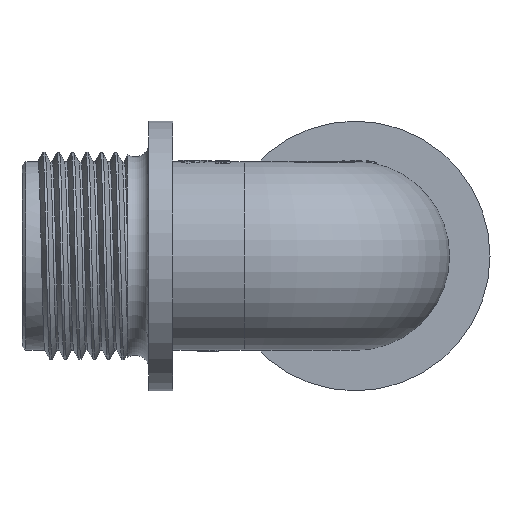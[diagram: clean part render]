
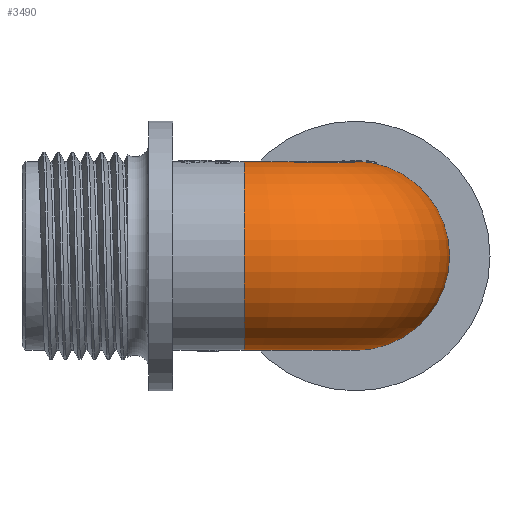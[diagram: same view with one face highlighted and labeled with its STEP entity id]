
A CAD part, front view. The second image highlights one B-rep face of the part: STEP entity #3490.
In plain terms, the highlighted toroidal (fillet/blend) face has major radius 14 mm and minor radius 11.9 mm.
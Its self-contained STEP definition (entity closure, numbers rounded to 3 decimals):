
#3477=TOROIDAL_SURFACE('',#11466,14.,11.9);
#3490=ADVANCED_FACE('',(#4480,#4481,#4482),#3477,.T.);
#4480=FACE_BOUND('',#4552,.T.);
#4481=FACE_BOUND('',#4553,.T.);
#4482=FACE_BOUND('',#4554,.T.);
#4552=EDGE_LOOP('',(#6412,#6413,#6414,#6415,#6416,#6417,#6418,#6419));
#4553=EDGE_LOOP('',(#6420));
#4554=EDGE_LOOP('',(#6421));
#5054=CIRCLE('',#11406,11.9);
#5067=CIRCLE('',#11462,11.9);
#5068=CIRCLE('',#11463,16.025);
#5069=CIRCLE('',#11464,11.592);
#5070=CIRCLE('',#11465,11.9);
#6412=ORIENTED_EDGE('',*,*,#9915,.F.);
#6413=ORIENTED_EDGE('',*,*,#9916,.T.);
#6414=ORIENTED_EDGE('',*,*,#9917,.F.);
#6415=ORIENTED_EDGE('',*,*,#9918,.T.);
#6416=ORIENTED_EDGE('',*,*,#9919,.F.);
#6417=ORIENTED_EDGE('',*,*,#9920,.T.);
#6418=ORIENTED_EDGE('',*,*,#9921,.F.);
#6419=ORIENTED_EDGE('',*,*,#9922,.T.);
#6420=ORIENTED_EDGE('',*,*,#9843,.T.);
#6421=ORIENTED_EDGE('',*,*,#9923,.F.);
#8950=VERTEX_POINT('',#15191);
#9022=VERTEX_POINT('',#15443);
#9023=VERTEX_POINT('',#15444);
#9024=VERTEX_POINT('',#15446);
#9025=VERTEX_POINT('',#15463);
#9026=VERTEX_POINT('',#15465);
#9027=VERTEX_POINT('',#15482);
#9028=VERTEX_POINT('',#15487);
#9029=VERTEX_POINT('',#15504);
#9030=VERTEX_POINT('',#15507);
#9843=EDGE_CURVE('',#8950,#8950,#5054,.T.);
#9915=EDGE_CURVE('',#9022,#9023,#10951,.T.);
#9916=EDGE_CURVE('',#9022,#9024,#5067,.T.);
#9917=EDGE_CURVE('',#9025,#9024,#10952,.T.);
#9918=EDGE_CURVE('',#9025,#9026,#5068,.T.);
#9919=EDGE_CURVE('',#9027,#9026,#10953,.T.);
#9920=EDGE_CURVE('',#9027,#9028,#10954,.T.);
#9921=EDGE_CURVE('',#9029,#9028,#10955,.T.);
#9922=EDGE_CURVE('',#9029,#9023,#5069,.T.);
#9923=EDGE_CURVE('',#9030,#9030,#5070,.T.);
#10951=B_SPLINE_CURVE_WITH_KNOTS('',3,(#15427,#15428,#15429,#15430,#15431,
#15432,#15433,#15434,#15435,#15436,#15437,#15438,#15439,#15440,#15441,#15442),
 .UNSPECIFIED.,.F.,.F.,(4,3,3,3,3,4),(0.,0.23,0.461,
0.692,0.921,1.),.UNSPECIFIED.);
#10952=B_SPLINE_CURVE_WITH_KNOTS('',3,(#15447,#15448,#15449,#15450,#15451,
#15452,#15453,#15454,#15455,#15456,#15457,#15458,#15459,#15460,#15461,#15462),
 .UNSPECIFIED.,.F.,.F.,(4,3,3,3,3,4),(0.,0.202,0.404,
0.607,0.813,1.),.UNSPECIFIED.);
#10953=B_SPLINE_CURVE_WITH_KNOTS('',3,(#15466,#15467,#15468,#15469,#15470,
#15471,#15472,#15473,#15474,#15475,#15476,#15477,#15478,#15479,#15480,#15481),
 .UNSPECIFIED.,.F.,.F.,(4,3,3,3,3,4),(0.,0.229,0.458,
0.687,0.915,1.),.UNSPECIFIED.);
#10954=B_SPLINE_CURVE_WITH_KNOTS('',3,(#15483,#15484,#15485,#15486),
 .UNSPECIFIED.,.F.,.F.,(4,4),(0.,1.),.UNSPECIFIED.);
#10955=B_SPLINE_CURVE_WITH_KNOTS('',3,(#15488,#15489,#15490,#15491,#15492,
#15493,#15494,#15495,#15496,#15497,#15498,#15499,#15500,#15501,#15502,#15503),
 .UNSPECIFIED.,.F.,.F.,(4,3,3,3,3,4),(0.,0.197,0.395,
0.595,0.798,1.),.UNSPECIFIED.);
#11406=AXIS2_PLACEMENT_3D('',#15190,#12582,#12583);
#11462=AXIS2_PLACEMENT_3D('',#15445,#12701,#12702);
#11463=AXIS2_PLACEMENT_3D('',#15464,#12703,#12704);
#11464=AXIS2_PLACEMENT_3D('',#15505,#12705,#12706);
#11465=AXIS2_PLACEMENT_3D('',#15506,#12707,#12708);
#11466=AXIS2_PLACEMENT_3D('',#15508,#12709,#12710);
#12582=DIRECTION('',(1.,0.,0.));
#12583=DIRECTION('',(0.,0.,1.));
#12701=DIRECTION('',(0.443,0.896,0.));
#12702=DIRECTION('',(0.896,-0.443,0.));
#12703=DIRECTION('',(0.,0.,-1.));
#12704=DIRECTION('',(-1.,0.,0.));
#12705=DIRECTION('',(0.,0.,1.));
#12706=DIRECTION('',(-1.,0.,0.));
#12707=DIRECTION('',(0.,1.,0.));
#12708=DIRECTION('',(0.,0.,1.));
#12709=DIRECTION('',(0.,0.,1.));
#12710=DIRECTION('',(-1.,0.,0.));
#15190=CARTESIAN_POINT('',(-4.178,103.545,0.));
#15191=CARTESIAN_POINT('',(-4.178,103.545,11.9));
#15427=CARTESIAN_POINT('',(7.232,111.904,11.832));
#15428=CARTESIAN_POINT('',(7.111,111.964,11.817));
#15429=CARTESIAN_POINT('',(6.979,112.003,11.8));
#15430=CARTESIAN_POINT('',(6.846,112.019,11.782));
#15431=CARTESIAN_POINT('',(6.713,112.035,11.765));
#15432=CARTESIAN_POINT('',(6.575,112.029,11.745));
#15433=CARTESIAN_POINT('',(6.444,111.999,11.728));
#15434=CARTESIAN_POINT('',(6.313,111.97,11.71));
#15435=CARTESIAN_POINT('',(6.184,111.917,11.693));
#15436=CARTESIAN_POINT('',(6.07,111.845,11.681));
#15437=CARTESIAN_POINT('',(5.957,111.774,11.668));
#15438=CARTESIAN_POINT('',(5.854,111.682,11.659));
#15439=CARTESIAN_POINT('',(5.77,111.577,11.656));
#15440=CARTESIAN_POINT('',(5.741,111.54,11.654));
#15441=CARTESIAN_POINT('',(5.714,111.501,11.654));
#15442=CARTESIAN_POINT('',(5.689,111.461,11.654));
#15443=CARTESIAN_POINT('',(7.232,111.904,11.832));
#15444=CARTESIAN_POINT('',(5.689,111.461,11.654));
#15445=CARTESIAN_POINT('',(8.372,111.341,0.));
#15446=CARTESIAN_POINT('',(9.076,110.993,11.874));
#15447=CARTESIAN_POINT('',(9.57,109.312,11.726));
#15448=CARTESIAN_POINT('',(9.638,109.426,11.726));
#15449=CARTESIAN_POINT('',(9.688,109.552,11.73));
#15450=CARTESIAN_POINT('',(9.715,109.682,11.737));
#15451=CARTESIAN_POINT('',(9.742,109.811,11.744));
#15452=CARTESIAN_POINT('',(9.747,109.947,11.754));
#15453=CARTESIAN_POINT('',(9.73,110.077,11.765));
#15454=CARTESIAN_POINT('',(9.713,110.209,11.777));
#15455=CARTESIAN_POINT('',(9.673,110.339,11.791));
#15456=CARTESIAN_POINT('',(9.614,110.458,11.804));
#15457=CARTESIAN_POINT('',(9.554,110.577,11.818));
#15458=CARTESIAN_POINT('',(9.473,110.688,11.832));
#15459=CARTESIAN_POINT('',(9.376,110.782,11.844));
#15460=CARTESIAN_POINT('',(9.288,110.867,11.856));
#15461=CARTESIAN_POINT('',(9.186,110.939,11.866));
#15462=CARTESIAN_POINT('',(9.076,110.993,11.874));
#15463=CARTESIAN_POINT('',(9.57,109.312,11.726));
#15464=CARTESIAN_POINT('',(-4.178,117.545,11.726));
#15465=CARTESIAN_POINT('',(3.331,103.388,11.726));
#15466=CARTESIAN_POINT('',(1.773,103.792,11.859));
#15467=CARTESIAN_POINT('',(1.846,103.679,11.848));
#15468=CARTESIAN_POINT('',(1.939,103.578,11.835));
#15469=CARTESIAN_POINT('',(2.045,103.496,11.821));
#15470=CARTESIAN_POINT('',(2.151,103.415,11.808));
#15471=CARTESIAN_POINT('',(2.273,103.35,11.794));
#15472=CARTESIAN_POINT('',(2.4,103.309,11.78));
#15473=CARTESIAN_POINT('',(2.527,103.267,11.767));
#15474=CARTESIAN_POINT('',(2.664,103.246,11.755));
#15475=CARTESIAN_POINT('',(2.798,103.249,11.746));
#15476=CARTESIAN_POINT('',(2.932,103.252,11.737));
#15477=CARTESIAN_POINT('',(3.067,103.278,11.731));
#15478=CARTESIAN_POINT('',(3.192,103.325,11.728));
#15479=CARTESIAN_POINT('',(3.24,103.343,11.727));
#15480=CARTESIAN_POINT('',(3.286,103.364,11.726));
#15481=CARTESIAN_POINT('',(3.331,103.388,11.726));
#15482=CARTESIAN_POINT('',(1.773,103.792,11.859));
#15483=CARTESIAN_POINT('',(1.773,103.792,11.859));
#15484=CARTESIAN_POINT('',(1.4,104.365,11.915));
#15485=CARTESIAN_POINT('',(1.024,104.945,11.913));
#15486=CARTESIAN_POINT('',(0.652,105.518,11.854));
#15487=CARTESIAN_POINT('',(0.652,105.518,11.854));
#15488=CARTESIAN_POINT('',(1.108,107.228,11.654));
#15489=CARTESIAN_POINT('',(0.991,107.168,11.654));
#15490=CARTESIAN_POINT('',(0.883,107.088,11.659));
#15491=CARTESIAN_POINT('',(0.792,106.993,11.668));
#15492=CARTESIAN_POINT('',(0.701,106.899,11.678));
#15493=CARTESIAN_POINT('',(0.625,106.788,11.691));
#15494=CARTESIAN_POINT('',(0.57,106.67,11.707));
#15495=CARTESIAN_POINT('',(0.515,106.55,11.723));
#15496=CARTESIAN_POINT('',(0.479,106.419,11.741));
#15497=CARTESIAN_POINT('',(0.465,106.288,11.76));
#15498=CARTESIAN_POINT('',(0.452,106.154,11.778));
#15499=CARTESIAN_POINT('',(0.461,106.016,11.796));
#15500=CARTESIAN_POINT('',(0.493,105.886,11.813));
#15501=CARTESIAN_POINT('',(0.525,105.756,11.829));
#15502=CARTESIAN_POINT('',(0.579,105.63,11.843));
#15503=CARTESIAN_POINT('',(0.652,105.518,11.854));
#15504=CARTESIAN_POINT('',(1.108,107.228,11.654));
#15505=CARTESIAN_POINT('',(-4.178,117.545,11.654));
#15506=CARTESIAN_POINT('',(9.822,117.545,0.));
#15507=CARTESIAN_POINT('',(9.822,117.545,11.9));
#15508=CARTESIAN_POINT('',(-4.178,117.545,0.));
